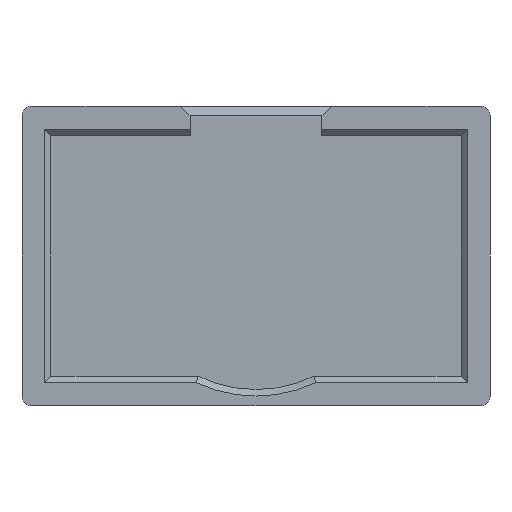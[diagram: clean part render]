
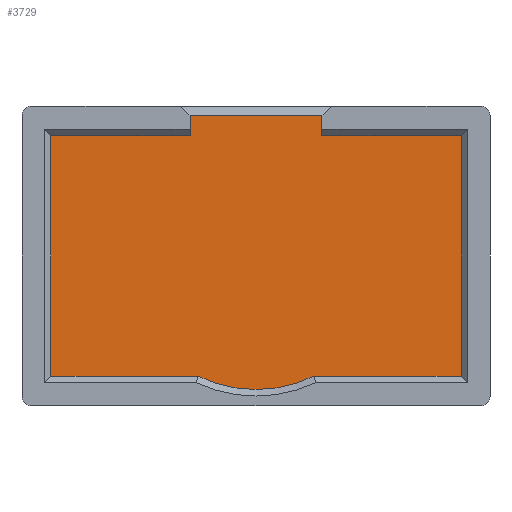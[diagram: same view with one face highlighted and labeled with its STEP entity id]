
A CAD part, front view. The second image highlights one B-rep face of the part: STEP entity #3729.
In plain terms, the highlighted planar face has unit normal (0, -1, 0).
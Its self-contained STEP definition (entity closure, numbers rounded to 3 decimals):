
#12 = DIRECTION ( 'NONE',  ( 0., 0., -1. ) ) ;
#29 = ORIENTED_EDGE ( 'NONE', *, *, #2259, .T. ) ;
#71 = CARTESIAN_POINT ( 'NONE',  ( 1.765, -12.7, -3.645 ) ) ;
#152 = VERTEX_POINT ( 'NONE', #689 ) ;
#183 = ORIENTED_EDGE ( 'NONE', *, *, #2695, .T. ) ;
#191 = EDGE_LOOP ( 'NONE', ( #3910, #3017, #29, #183, #2152, #1433, #2893, #3516, #727, #2362 ) ) ;
#203 = CARTESIAN_POINT ( 'NONE',  ( 2., -12.7, 3.645 ) ) ;
#215 = DIRECTION ( 'NONE',  ( -1., 0., 0. ) ) ;
#225 = DIRECTION ( 'NONE',  ( -1., 0., 0. ) ) ;
#277 = CIRCLE ( 'NONE', #880, 4.05 ) ;
#384 = CARTESIAN_POINT ( 'NONE',  ( 6.225, -12.7, -3.345 ) ) ;
#469 = LINE ( 'NONE', #1859, #3950 ) ;
#470 = CARTESIAN_POINT ( 'NONE',  ( 0., -12.7, 0. ) ) ;
#533 = DIRECTION ( 'NONE',  ( 0., 0., -1. ) ) ;
#544 = VERTEX_POINT ( 'NONE', #4143 ) ;
#625 = CARTESIAN_POINT ( 'NONE',  ( -6.225, -12.7, 3.645 ) ) ;
#665 = CARTESIAN_POINT ( 'NONE',  ( -1.765, -12.7, -3.645 ) ) ;
#689 = CARTESIAN_POINT ( 'NONE',  ( 6.225, -12.7, 3.645 ) ) ;
#727 = ORIENTED_EDGE ( 'NONE', *, *, #3501, .F. ) ;
#744 = EDGE_CURVE ( 'NONE', #2119, #544, #3528, .T. ) ;
#804 = EDGE_CURVE ( 'NONE', #2137, #1383, #469, .T. ) ;
#880 = AXIS2_PLACEMENT_3D ( 'NONE', #470, #4090, #1367 ) ;
#901 = VERTEX_POINT ( 'NONE', #665 ) ;
#952 = CARTESIAN_POINT ( 'NONE',  ( -6.225, -12.7, -3.645 ) ) ;
#995 = EDGE_CURVE ( 'NONE', #544, #152, #3526, .T. ) ;
#1157 = VECTOR ( 'NONE', #2318, 1000. ) ;
#1247 = EDGE_CURVE ( 'NONE', #2137, #2306, #3627, .T. ) ;
#1267 = LINE ( 'NONE', #1926, #2967 ) ;
#1307 = VERTEX_POINT ( 'NONE', #203 ) ;
#1358 = VERTEX_POINT ( 'NONE', #952 ) ;
#1362 = CARTESIAN_POINT ( 'NONE',  ( 2., -12.7, 4.25 ) ) ;
#1367 = DIRECTION ( 'NONE',  ( 0., 0., -1. ) ) ;
#1383 = VERTEX_POINT ( 'NONE', #625 ) ;
#1433 = ORIENTED_EDGE ( 'NONE', *, *, #744, .T. ) ;
#1446 = CARTESIAN_POINT ( 'NONE',  ( 5.925, -12.7, -3.645 ) ) ;
#1572 = DIRECTION ( 'NONE',  ( 0., 0., -1. ) ) ;
#1605 = CARTESIAN_POINT ( 'NONE',  ( 5.925, -12.7, 3.645 ) ) ;
#1682 = VECTOR ( 'NONE', #3590, 1000. ) ;
#1815 = VECTOR ( 'NONE', #3356, 1000. ) ;
#1859 = CARTESIAN_POINT ( 'NONE',  ( 5.925, -12.7, 3.645 ) ) ;
#1866 = DIRECTION ( 'NONE',  ( 0., 0., 1. ) ) ;
#1880 = FACE_OUTER_BOUND ( 'NONE', #191, .T. ) ;
#1926 = CARTESIAN_POINT ( 'NONE',  ( -6.225, -12.7, -3.345 ) ) ;
#1941 = VECTOR ( 'NONE', #533, 1000. ) ;
#2119 = VERTEX_POINT ( 'NONE', #71 ) ;
#2137 = VERTEX_POINT ( 'NONE', #3225 ) ;
#2152 = ORIENTED_EDGE ( 'NONE', *, *, #3822, .T. ) ;
#2243 = CARTESIAN_POINT ( 'NONE',  ( -2., -12.7, 4.25 ) ) ;
#2255 = EDGE_CURVE ( 'NONE', #152, #1307, #2857, .T. ) ;
#2259 = EDGE_CURVE ( 'NONE', #1383, #1358, #1267, .T. ) ;
#2293 = CARTESIAN_POINT ( 'NONE',  ( 0., -12.7, 0. ) ) ;
#2306 = VERTEX_POINT ( 'NONE', #2243 ) ;
#2318 = DIRECTION ( 'NONE',  ( 1., 0., 0. ) ) ;
#2362 = ORIENTED_EDGE ( 'NONE', *, *, #3079, .T. ) ;
#2618 = VECTOR ( 'NONE', #2810, 1000. ) ;
#2694 = CARTESIAN_POINT ( 'NONE',  ( 5.925, -12.7, -3.645 ) ) ;
#2695 = EDGE_CURVE ( 'NONE', #1358, #901, #3850, .T. ) ;
#2810 = DIRECTION ( 'NONE',  ( 1., 0., 0. ) ) ;
#2857 = LINE ( 'NONE', #1605, #3081 ) ;
#2868 = CARTESIAN_POINT ( 'NONE',  ( -2., -12.7, -2.676 ) ) ;
#2893 = ORIENTED_EDGE ( 'NONE', *, *, #995, .T. ) ;
#2899 = LINE ( 'NONE', #4196, #1941 ) ;
#2939 = VECTOR ( 'NONE', #1866, 1000. ) ;
#2967 = VECTOR ( 'NONE', #1572, 1000. ) ;
#3017 = ORIENTED_EDGE ( 'NONE', *, *, #804, .T. ) ;
#3079 = EDGE_CURVE ( 'NONE', #3349, #2306, #3696, .T. ) ;
#3081 = VECTOR ( 'NONE', #215, 1000. ) ;
#3225 = CARTESIAN_POINT ( 'NONE',  ( -2., -12.7, 3.645 ) ) ;
#3349 = VERTEX_POINT ( 'NONE', #1362 ) ;
#3356 = DIRECTION ( 'NONE',  ( 0., 0., 1. ) ) ;
#3501 = EDGE_CURVE ( 'NONE', #3349, #1307, #2899, .T. ) ;
#3516 = ORIENTED_EDGE ( 'NONE', *, *, #2255, .T. ) ;
#3526 = LINE ( 'NONE', #384, #1815 ) ;
#3528 = LINE ( 'NONE', #1446, #2618 ) ;
#3590 = DIRECTION ( 'NONE',  ( -1., 0., 0. ) ) ;
#3627 = LINE ( 'NONE', #2868, #2939 ) ;
#3656 = DIRECTION ( 'NONE',  ( 0., -1., 0. ) ) ;
#3696 = LINE ( 'NONE', #4323, #1682 ) ;
#3729 = ADVANCED_FACE ( 'NONE', ( #1880 ), #4032, .T. ) ;
#3822 = EDGE_CURVE ( 'NONE', #901, #2119, #277, .T. ) ;
#3850 = LINE ( 'NONE', #2694, #1157 ) ;
#3910 = ORIENTED_EDGE ( 'NONE', *, *, #1247, .F. ) ;
#3950 = VECTOR ( 'NONE', #225, 1000. ) ;
#3993 = AXIS2_PLACEMENT_3D ( 'NONE', #2293, #3656, #12 ) ;
#4032 = PLANE ( 'NONE',  #3993 ) ;
#4090 = DIRECTION ( 'NONE',  ( 0., -1., 0. ) ) ;
#4143 = CARTESIAN_POINT ( 'NONE',  ( 6.225, -12.7, -3.645 ) ) ;
#4196 = CARTESIAN_POINT ( 'NONE',  ( 2., -12.7, -2.676 ) ) ;
#4323 = CARTESIAN_POINT ( 'NONE',  ( -6.56, -12.7, 4.25 ) ) ;
